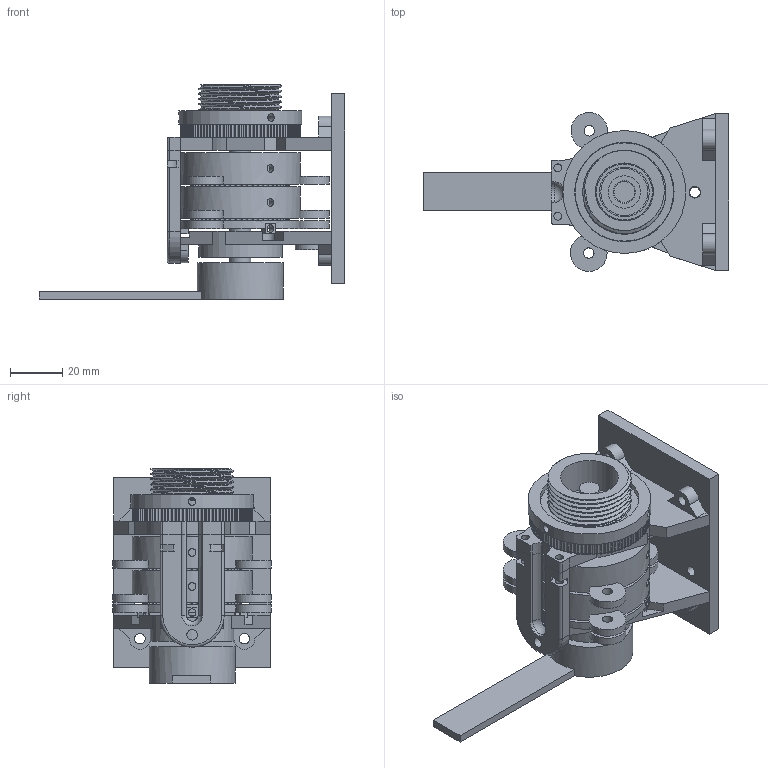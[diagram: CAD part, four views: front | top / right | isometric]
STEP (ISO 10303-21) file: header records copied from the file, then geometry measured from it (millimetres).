
FILE_DESCRIPTION(/* description */ (''),/* implementation_level */ '2;1');
FILE_NAME(/* name */ 'rotary damper1 v17.step',/* time_stamp */ '2022-09-13T12:37:08+03:00',/* author */ (''),/* organization */ (''),/* preprocessor_version */ 'ST-DEVELOPER v19',/* originating_system */ 'Autodesk Translation Framework v11.7.0.108',/* authorisation */ '');
FILE_SCHEMA (('AUTOMOTIVE_DESIGN { 1 0 10303 214 3 1 1 }'));
Length unit declared in the file: millimetre
Products named in the file (18): rotary damper; shaft; sectionCorpus; corpusBottomPart; actuator; BottomHolder; topHolder; 608-2RS - 1; _6082RS Inner ring; _6082RS Outer ring; _6082RS Ball; _6082RS Seal; TensionKnob; tensionKnobCap; link; MontingPlate; connectionAdapter; testingLever
Assembly tree (26 placements, depth 3):
  rotary damper
    actuator  x2
    sectionCorpus  x2
    shaft
    corpusBottomPart
    BottomHolder
    topHolder
    608-2RS - 1
      _6082RS Inner ring
      _6082RS Outer ring
      _6082RS Seal  x2
      _6082RS Ball  x7
    TensionKnob
    tensionKnobCap
    link
    MontingPlate
    connectionAdapter
    testingLever
Bounding box: 117 x 60.73 x 82 mm (x, y, z)
Volume: 127611.5 mm3; surface area: 75574.4 mm2
Topology: 26 solids, 26 shells, 788 faces, 2209 edges, 1470 vertices
Faces by surface type: cylinder 590, plane 179, sphere 8, torus 7, bspline 4
Full cylindrical faces by diameter (mm): 2 x6, 2.9 x12, 3 x6, 3.2 x6, 4 x23, 4.4 x2, 7.95 x2, 8 x7, 8.2 x2, 8.4 x1, 8.6 x1, 12 x1, 12.4 x4, 15 x2, 18 x2, 19.04 x4, 20 x2, 22 x1, 22.1 x1, 22.2 x1, 29.529 x9, 30.022 x3, 31.822 x9, 32 x1, 32.257 x3, 33 x1, 37.6 x1, 38 x1, 40 x2, 46 x2
Entity records: 26437 total; most frequent: CARTESIAN_POINT 8563, DIRECTION 3903, ORIENTED_EDGE 3554, EDGE_CURVE 1777, AXIS2_PLACEMENT_3D 1566, VERTEX_POINT 1180, CIRCLE 888, LINE 771
